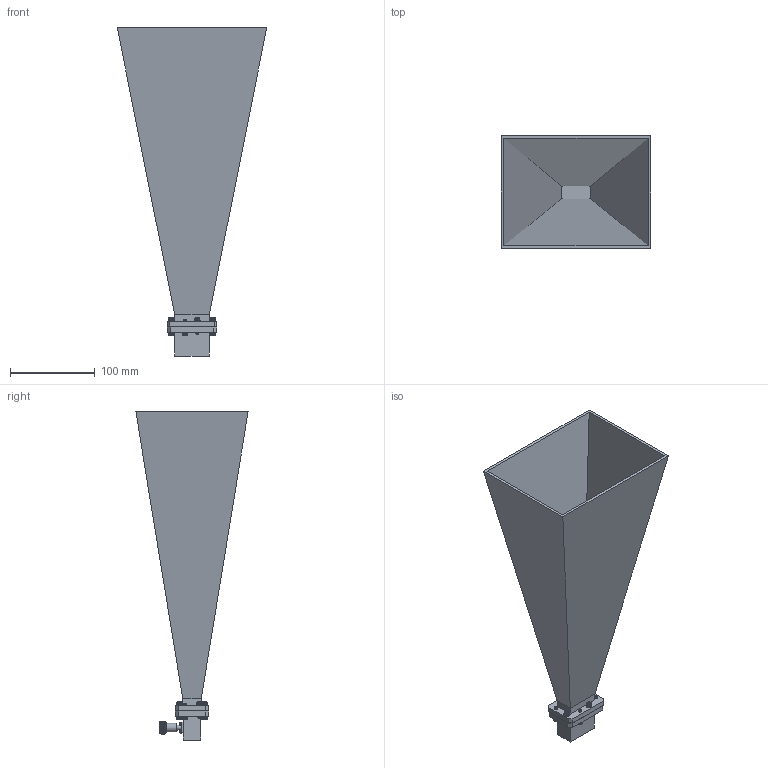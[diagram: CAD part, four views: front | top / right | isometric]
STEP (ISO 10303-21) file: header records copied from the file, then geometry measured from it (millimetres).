
FILE_DESCRIPTION (( 'STEP AP214' ), '1' );
FILE_NAME ('PEWAN137-20NF_3D.STEP', '2021-10-21T14:59:05', ( '' ), ( '' ), 'SwSTEP 2.0', 'SolidWorks 2021', '' );
FILE_SCHEMA (( 'AUTOMOTIVE_DESIGN' ));
Length unit declared in the file: inch
Products named in the file (10): Copy of PE9876_Body^PE9876; PEWAN137-20; 6-32SH-HXx.625_92196A150; Copy of 06142-con screw^Copy of PE9876_CON_PE9876; 6-LW; Copy of PE9876_CON^PE9876; Copy of 112-N^Copy of PE9876_CON_PE9876; PEWAN137-20NF_3D; PE9876; Copy of 112-N-PANEL^Copy of PE9876_CON_PE9876
Assembly tree (26 placements, depth 4):
  PEWAN137-20NF_3D
    6-32SH-HXx.625_92196A150  x8
    6-LW  x8
    PE9876
      Copy of PE9876_Body^PE9876
      Copy of PE9876_CON^PE9876
        Copy of 06142-con screw^Copy of PE9876_CON_PE9876  x4
        Copy of 112-N-PANEL^Copy of PE9876_CON_PE9876
        Copy of 112-N^Copy of PE9876_CON_PE9876
    PEWAN137-20
Bounding box: 176.04 x 132.15 x 386.3 mm (x, y, z)
Volume: 474410.7 mm3; surface area: 271573 mm2
Topology: 24 solids, 24 shells, 1869 faces, 4314 edges, 2523 vertices
Faces by surface type: plane 1197, cone 562, cylinder 89, bspline 21
Full cylindrical faces by diameter (mm): 1.7 x1, 2.7 x4, 2.705 x4, 3.04 x1, 3.7 x4, 3.75 x4, 4 x5, 4.1 x1, 4.3 x4, 6 x1, 7 x1, 10 x1, 13.5 x2
Entity records: 14023 total; most frequent: CARTESIAN_POINT 4610, ORIENTED_EDGE 1538, DIRECTION 1435, EDGE_CURVE 769, AXIS2_PLACEMENT_3D 554, VERTEX_POINT 497, EDGE_LOOP 458, FACE_OUTER_BOUND 381
